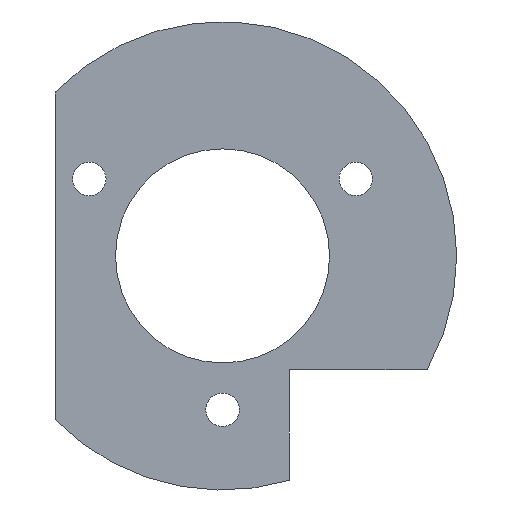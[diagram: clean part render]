
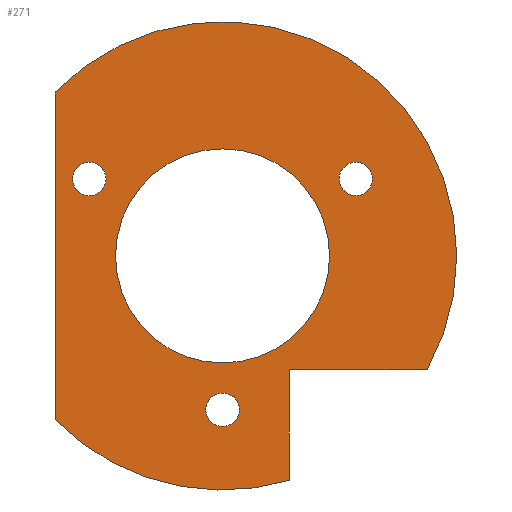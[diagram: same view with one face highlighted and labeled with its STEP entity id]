
A CAD part, front view. The second image highlights one B-rep face of the part: STEP entity #271.
In plain terms, the highlighted planar face has unit normal (0, -1, 0).
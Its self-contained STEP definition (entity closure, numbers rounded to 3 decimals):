
#2=CARTESIAN_POINT('',(0.,0.,0.));
#3=DIRECTION('',(0.,-1.,0.));
#4=DIRECTION('',(1.,0.,0.));
#5=AXIS2_PLACEMENT_3D('',#2,#3,#4);
#7=CARTESIAN_POINT('',(0.,0.,0.));
#8=DIRECTION('',(0.,-1.,0.));
#9=DIRECTION('',(-1.,0.,0.));
#10=AXIS2_PLACEMENT_3D('',#7,#8,#9);
#12=DIRECTION('',(0.,0.,1.));
#13=VECTOR('',#12,24.495);
#14=CARTESIAN_POINT('',(-12.5,0.,-12.247));
#15=LINE('',#14,#13);
#16=CARTESIAN_POINT('',(0.,0.,0.));
#17=DIRECTION('',(0.,1.,0.));
#18=DIRECTION('',(-0.714,0.,0.7));
#19=AXIS2_PLACEMENT_3D('',#16,#17,#18);
#21=DIRECTION('',(-1.,0.,0.));
#22=VECTOR('',#21,10.297);
#23=CARTESIAN_POINT('',(15.297,0.,-8.5));
#24=LINE('',#23,#22);
#25=DIRECTION('',(0.,0.,-1.));
#26=VECTOR('',#25,8.271);
#27=CARTESIAN_POINT('',(5.,0.,-8.5));
#28=LINE('',#27,#26);
#29=CARTESIAN_POINT('',(0.,0.,0.));
#30=DIRECTION('',(0.,1.,0.));
#31=DIRECTION('',(0.286,0.,-0.958));
#32=AXIS2_PLACEMENT_3D('',#29,#30,#31);
#34=CARTESIAN_POINT('',(0.,0.,-11.5));
#35=DIRECTION('',(0.,1.,0.));
#36=DIRECTION('',(-1.,0.,0.));
#37=AXIS2_PLACEMENT_3D('',#34,#35,#36);
#39=CARTESIAN_POINT('',(0.,0.,-11.5));
#40=DIRECTION('',(0.,1.,0.));
#41=DIRECTION('',(1.,0.,0.));
#42=AXIS2_PLACEMENT_3D('',#39,#40,#41);
#44=CARTESIAN_POINT('',(-9.959,0.,5.75));
#45=DIRECTION('',(0.,1.,0.));
#46=DIRECTION('',(0.5,0.,0.866));
#47=AXIS2_PLACEMENT_3D('',#44,#45,#46);
#49=CARTESIAN_POINT('',(-9.959,0.,5.75));
#50=DIRECTION('',(0.,1.,0.));
#51=DIRECTION('',(-0.5,0.,-0.866));
#52=AXIS2_PLACEMENT_3D('',#49,#50,#51);
#54=CARTESIAN_POINT('',(9.959,0.,5.75));
#55=DIRECTION('',(0.,1.,0.));
#56=DIRECTION('',(0.5,0.,-0.866));
#57=AXIS2_PLACEMENT_3D('',#54,#55,#56);
#59=CARTESIAN_POINT('',(9.959,0.,5.75));
#60=DIRECTION('',(0.,1.,0.));
#61=DIRECTION('',(-0.5,0.,0.866));
#62=AXIS2_PLACEMENT_3D('',#59,#60,#61);
#178=CARTESIAN_POINT('',(8.,0.,0.));
#179=CARTESIAN_POINT('',(-8.,0.,0.));
#180=VERTEX_POINT('',#178);
#181=VERTEX_POINT('',#179);
#182=CARTESIAN_POINT('',(-12.5,0.,-12.247));
#183=CARTESIAN_POINT('',(-12.5,0.,12.247));
#184=VERTEX_POINT('',#182);
#185=VERTEX_POINT('',#183);
#186=CARTESIAN_POINT('',(15.297,0.,-8.5));
#187=VERTEX_POINT('',#186);
#188=CARTESIAN_POINT('',(5.,0.,-8.5));
#189=VERTEX_POINT('',#188);
#190=CARTESIAN_POINT('',(5.,0.,-16.771));
#191=VERTEX_POINT('',#190);
#206=CARTESIAN_POINT('',(-1.25,0.,-11.5));
#207=CARTESIAN_POINT('',(1.25,0.,-11.5));
#208=VERTEX_POINT('',#206);
#209=VERTEX_POINT('',#207);
#214=CARTESIAN_POINT('',(-9.334,0.,6.833));
#215=CARTESIAN_POINT('',(-10.584,0.,4.667));
#216=VERTEX_POINT('',#214);
#217=VERTEX_POINT('',#215);
#222=CARTESIAN_POINT('',(10.584,0.,4.667));
#223=CARTESIAN_POINT('',(9.334,0.,6.833));
#224=VERTEX_POINT('',#222);
#225=VERTEX_POINT('',#223);
#230=CARTESIAN_POINT('',(0.,0.,0.));
#231=DIRECTION('',(0.,1.,0.));
#232=DIRECTION('',(1.,0.,0.));
#233=AXIS2_PLACEMENT_3D('',#230,#231,#232);
#234=PLANE('',#233);
#236=ORIENTED_EDGE('',*,*,#235,.T.);
#238=ORIENTED_EDGE('',*,*,#237,.T.);
#240=ORIENTED_EDGE('',*,*,#239,.T.);
#242=ORIENTED_EDGE('',*,*,#241,.T.);
#244=ORIENTED_EDGE('',*,*,#243,.T.);
#245=EDGE_LOOP('',(#236,#238,#240,#242,#244));
#246=FACE_OUTER_BOUND('',#245,.F.);
#248=ORIENTED_EDGE('',*,*,#247,.T.);
#250=ORIENTED_EDGE('',*,*,#249,.T.);
#251=EDGE_LOOP('',(#248,#250));
#252=FACE_BOUND('',#251,.F.);
#254=ORIENTED_EDGE('',*,*,#253,.F.);
#256=ORIENTED_EDGE('',*,*,#255,.F.);
#257=EDGE_LOOP('',(#254,#256));
#258=FACE_BOUND('',#257,.F.);
#260=ORIENTED_EDGE('',*,*,#259,.F.);
#262=ORIENTED_EDGE('',*,*,#261,.F.);
#263=EDGE_LOOP('',(#260,#262));
#264=FACE_BOUND('',#263,.F.);
#266=ORIENTED_EDGE('',*,*,#265,.F.);
#268=ORIENTED_EDGE('',*,*,#267,.F.);
#269=EDGE_LOOP('',(#266,#268));
#270=FACE_BOUND('',#269,.F.);
#271=ADVANCED_FACE('',(#246,#252,#258,#264,#270),#234,.F.);
#6=CIRCLE('',#5,8.);
#11=CIRCLE('',#10,8.);
#20=CIRCLE('',#19,17.5);
#33=CIRCLE('',#32,17.5);
#38=CIRCLE('',#37,1.25);
#43=CIRCLE('',#42,1.25);
#48=CIRCLE('',#47,1.25);
#53=CIRCLE('',#52,1.25);
#58=CIRCLE('',#57,1.25);
#63=CIRCLE('',#62,1.25);
#235=EDGE_CURVE('',#184,#185,#15,.T.);
#237=EDGE_CURVE('',#185,#187,#20,.T.);
#239=EDGE_CURVE('',#187,#189,#24,.T.);
#241=EDGE_CURVE('',#189,#191,#28,.T.);
#243=EDGE_CURVE('',#191,#184,#33,.T.);
#247=EDGE_CURVE('',#180,#181,#6,.T.);
#249=EDGE_CURVE('',#181,#180,#11,.T.);
#253=EDGE_CURVE('',#208,#209,#38,.T.);
#255=EDGE_CURVE('',#209,#208,#43,.T.);
#259=EDGE_CURVE('',#216,#217,#48,.T.);
#261=EDGE_CURVE('',#217,#216,#53,.T.);
#265=EDGE_CURVE('',#224,#225,#58,.T.);
#267=EDGE_CURVE('',#225,#224,#63,.T.);
